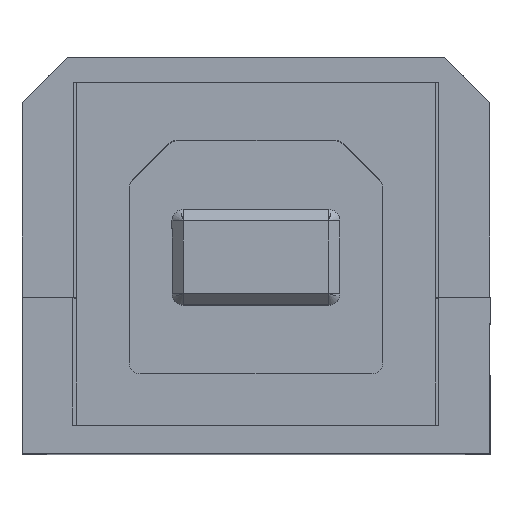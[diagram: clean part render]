
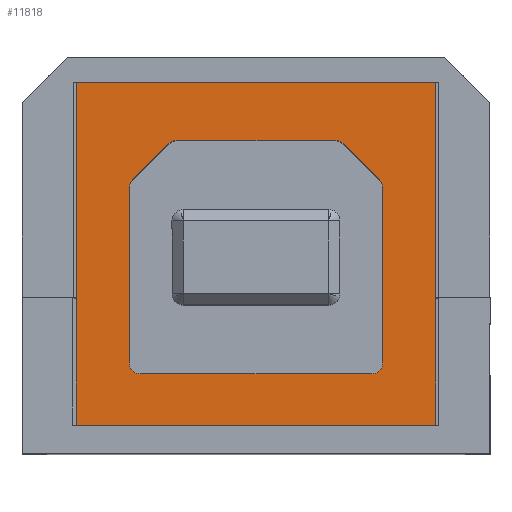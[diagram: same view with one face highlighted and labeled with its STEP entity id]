
A CAD part, top view. The second image highlights one B-rep face of the part: STEP entity #11818.
In plain terms, the highlighted planar face has unit normal (0, 0, 1).
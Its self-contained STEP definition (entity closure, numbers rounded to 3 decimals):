
#3922 = CARTESIAN_POINT ( 'NONE',  ( 2.643, 3.825, 16. ) ) ;
#3923 = CARTESIAN_POINT ( 'NONE',  ( 4.225, -3.575, 16. ) ) ;
#3926 = LINE ( 'NONE', #3934, #4056 ) ;
#3927 = DIRECTION ( 'NONE',  ( 0., 0., -1. ) ) ;
#3934 = CARTESIAN_POINT ( 'NONE',  ( -4.225, 3.825, 16. ) ) ;
#4000 = CARTESIAN_POINT ( 'NONE',  ( 2.911, 3.714, 16. ) ) ;
#4002 = VECTOR ( 'NONE', #4018, 1000. ) ;
#4003 = CARTESIAN_POINT ( 'NONE',  ( 2.643, 3.445, 16. ) ) ;
#4004 = CARTESIAN_POINT ( 'NONE',  ( 6., 5.765, 16. ) ) ;
#4005 = CARTESIAN_POINT ( 'NONE',  ( 6., -5.665, 16. ) ) ;
#4010 = DIRECTION ( 'NONE',  ( 0., 1., 0. ) ) ;
#4011 = VECTOR ( 'NONE', #4010, 1000. ) ;
#4017 = LINE ( 'NONE', #4020, #4011 ) ;
#4018 = DIRECTION ( 'NONE',  ( 1., 0., 0. ) ) ;
#4019 = CARTESIAN_POINT ( 'NONE',  ( -6., 5.765, 16. ) ) ;
#4020 = CARTESIAN_POINT ( 'NONE',  ( 4.225, 3.825, 16. ) ) ;
#4024 = DIRECTION ( 'NONE',  ( 1., 0., 0. ) ) ;
#4025 = VECTOR ( 'NONE', #4024, 1000. ) ;
#4026 = CARTESIAN_POINT ( 'NONE',  ( -6., -5.665, 16. ) ) ;
#4027 = LINE ( 'NONE', #4026, #4025 ) ;
#4028 = DIRECTION ( 'NONE',  ( 0., -1., 0. ) ) ;
#4029 = VECTOR ( 'NONE', #4028, 1000. ) ;
#4030 = DIRECTION ( 'NONE',  ( -1., 0., 0. ) ) ;
#4031 = DIRECTION ( 'NONE',  ( 0., 0., -1. ) ) ;
#4032 = CARTESIAN_POINT ( 'NONE',  ( 3.845, -3.575, 16. ) ) ;
#4033 = AXIS2_PLACEMENT_3D ( 'NONE', #4032, #4031, #4030 ) ;
#4034 = CIRCLE ( 'NONE', #4033, 0.38 ) ;
#4035 = DIRECTION ( 'NONE',  ( -1., 0., 0. ) ) ;
#4038 = AXIS2_PLACEMENT_3D ( 'NONE', #4003, #3927, #4035 ) ;
#4039 = CARTESIAN_POINT ( 'NONE',  ( 6., 5.765, 16. ) ) ;
#4040 = LINE ( 'NONE', #4039, #4029 ) ;
#4041 = CIRCLE ( 'NONE', #4038, 0.38 ) ;
#4054 = LINE ( 'NONE', #4019, #4002 ) ;
#4055 = DIRECTION ( 'NONE',  ( -1., 0., 0. ) ) ;
#4056 = VECTOR ( 'NONE', #4055, 1000. ) ;
#4086 = DIRECTION ( 'NONE',  ( -1., 0., 0. ) ) ;
#4087 = DIRECTION ( 'NONE',  ( 0., 0., -1. ) ) ;
#4088 = CARTESIAN_POINT ( 'NONE',  ( -6., 5.765, 16. ) ) ;
#4090 = CARTESIAN_POINT ( 'NONE',  ( -4.225, -3.575, 16. ) ) ;
#4097 = CARTESIAN_POINT ( 'NONE',  ( -2.643, 3.825, 16. ) ) ;
#4098 = VECTOR ( 'NONE', #4179, 1000. ) ;
#4099 = CIRCLE ( 'NONE', #4123, 0.38 ) ;
#4103 = DIRECTION ( 'NONE',  ( -1., 0., 0. ) ) ;
#4104 = DIRECTION ( 'NONE',  ( 0., 0., -1. ) ) ;
#4105 = AXIS2_PLACEMENT_3D ( 'NONE', #4114, #4104, #4103 ) ;
#4106 = CARTESIAN_POINT ( 'NONE',  ( -2.643, 3.445, 16. ) ) ;
#4107 = VECTOR ( 'NONE', #4125, 1000. ) ;
#4108 = CARTESIAN_POINT ( 'NONE',  ( -2.57, 9.195, 16. ) ) ;
#4109 = LINE ( 'NONE', #4108, #4107 ) ;
#4110 = CIRCLE ( 'NONE', #4113, 0.38 ) ;
#4111 = CARTESIAN_POINT ( 'NONE',  ( -4.225, 2.243, 16. ) ) ;
#4112 = CARTESIAN_POINT ( 'NONE',  ( 4.225, 2.243, 16. ) ) ;
#4113 = AXIS2_PLACEMENT_3D ( 'NONE', #4120, #4119, #4118 ) ;
#4114 = CARTESIAN_POINT ( 'NONE',  ( -3.845, -3.575, 16. ) ) ;
#4115 = LINE ( 'NONE', #4122, #4098 ) ;
#4117 = CARTESIAN_POINT ( 'NONE',  ( 4.114, 2.511, 16. ) ) ;
#4118 = DIRECTION ( 'NONE',  ( -1., 0., 0. ) ) ;
#4119 = DIRECTION ( 'NONE',  ( 0., 0., -1. ) ) ;
#4120 = CARTESIAN_POINT ( 'NONE',  ( 3.845, 2.243, 16. ) ) ;
#4122 = CARTESIAN_POINT ( 'NONE',  ( -4.225, -3.955, 16. ) ) ;
#4123 = AXIS2_PLACEMENT_3D ( 'NONE', #4106, #4171, #4170 ) ;
#4124 = CIRCLE ( 'NONE', #4105, 0.38 ) ;
#4125 = DIRECTION ( 'NONE',  ( 0.707, -0.707, 0. ) ) ;
#4157 = FACE_BOUND ( 'NONE', #11853, .T. ) ;
#4161 = CARTESIAN_POINT ( 'NONE',  ( 3.845, -3.955, 16. ) ) ;
#4162 = DIRECTION ( 'NONE',  ( 0.707, 0.707, 0. ) ) ;
#4163 = VECTOR ( 'NONE', #4162, 1000. ) ;
#4164 = CARTESIAN_POINT ( 'NONE',  ( -3.43, 3.195, 16. ) ) ;
#4165 = FACE_OUTER_BOUND ( 'NONE', #11800, .T. ) ;
#4166 = AXIS2_PLACEMENT_3D ( 'NONE', #4088, #4087, #4086 ) ;
#4167 = CARTESIAN_POINT ( 'NONE',  ( -4.114, 2.511, 16. ) ) ;
#4168 = PLANE ( 'NONE',  #4166 ) ;
#4170 = DIRECTION ( 'NONE',  ( -1., 0., 0. ) ) ;
#4171 = DIRECTION ( 'NONE',  ( 0., 0., -1. ) ) ;
#4172 = LINE ( 'NONE', #4164, #4163 ) ;
#4173 = CARTESIAN_POINT ( 'NONE',  ( -2.911, 3.714, 16. ) ) ;
#4174 = CARTESIAN_POINT ( 'NONE',  ( -3.845, -3.955, 16. ) ) ;
#4175 = DIRECTION ( 'NONE',  ( 0., -1., 0. ) ) ;
#4176 = VECTOR ( 'NONE', #4175, 1000. ) ;
#4177 = CARTESIAN_POINT ( 'NONE',  ( -4.225, 3.825, 16. ) ) ;
#4178 = LINE ( 'NONE', #4177, #4176 ) ;
#4179 = DIRECTION ( 'NONE',  ( 1., 0., 0. ) ) ;
#4225 = CARTESIAN_POINT ( 'NONE',  ( -6., -5.665, 16. ) ) ;
#4280 = DIRECTION ( 'NONE',  ( -1., 0., 0. ) ) ;
#4281 = DIRECTION ( 'NONE',  ( 0., 0., -1. ) ) ;
#4282 = CARTESIAN_POINT ( 'NONE',  ( -3.845, 2.243, 16. ) ) ;
#4283 = AXIS2_PLACEMENT_3D ( 'NONE', #4282, #4281, #4280 ) ;
#4293 = CIRCLE ( 'NONE', #4283, 0.38 ) ;
#4357 = CARTESIAN_POINT ( 'NONE',  ( -6., 5.765, 16. ) ) ;
#5326 = DIRECTION ( 'NONE',  ( 0., -1., 0. ) ) ;
#5327 = VECTOR ( 'NONE', #5326, 1000. ) ;
#5328 = CARTESIAN_POINT ( 'NONE',  ( -6., 5.765, 16. ) ) ;
#5329 = LINE ( 'NONE', #5328, #5327 ) ;
#11765 = VERTEX_POINT ( 'NONE', #3923 ) ;
#11766 = VERTEX_POINT ( 'NONE', #3922 ) ;
#11767 = EDGE_CURVE ( 'NONE', #11766, #11807, #3926, .T. ) ;
#11770 = EDGE_CURVE ( 'NONE', #11765, #11797, #4017, .T. ) ;
#11772 = ORIENTED_EDGE ( 'NONE', *, *, #11801, .T. ) ;
#11773 = ORIENTED_EDGE ( 'NONE', *, *, #11770, .F. ) ;
#11774 = EDGE_CURVE ( 'NONE', #11923, #11775, #4054, .T. ) ;
#11775 = VERTEX_POINT ( 'NONE', #4004 ) ;
#11778 = VERTEX_POINT ( 'NONE', #4005 ) ;
#11783 = EDGE_CURVE ( 'NONE', #11766, #11790, #4041, .T. ) ;
#11785 = ORIENTED_EDGE ( 'NONE', *, *, #11786, .T. ) ;
#11786 = EDGE_CURVE ( 'NONE', #11765, #11817, #4034, .T. ) ;
#11787 = EDGE_CURVE ( 'NONE', #11775, #11778, #4040, .T. ) ;
#11788 = ORIENTED_EDGE ( 'NONE', *, *, #11787, .F. ) ;
#11789 = ORIENTED_EDGE ( 'NONE', *, *, #11792, .T. ) ;
#11790 = VERTEX_POINT ( 'NONE', #4000 ) ;
#11792 = EDGE_CURVE ( 'NONE', #11876, #11778, #4027, .T. ) ;
#11793 = VERTEX_POINT ( 'NONE', #4117 ) ;
#11794 = ORIENTED_EDGE ( 'NONE', *, *, #11920, .T. ) ;
#11795 = ORIENTED_EDGE ( 'NONE', *, *, #11798, .T. ) ;
#11796 = ORIENTED_EDGE ( 'NONE', *, *, #11774, .F. ) ;
#11797 = VERTEX_POINT ( 'NONE', #4112 ) ;
#11798 = EDGE_CURVE ( 'NONE', #11790, #11793, #4109, .T. ) ;
#11799 = ORIENTED_EDGE ( 'NONE', *, *, #11783, .T. ) ;
#11800 = EDGE_LOOP ( 'NONE', ( #11789, #11788, #11796, #11794 ) ) ;
#11801 = EDGE_CURVE ( 'NONE', #11793, #11797, #4110, .T. ) ;
#11802 = EDGE_CURVE ( 'NONE', #11809, #11822, #4124, .T. ) ;
#11804 = EDGE_CURVE ( 'NONE', #11809, #11817, #4115, .T. ) ;
#11805 = EDGE_CURVE ( 'NONE', #11821, #11822, #4178, .T. ) ;
#11806 = EDGE_CURVE ( 'NONE', #11816, #11807, #4099, .T. ) ;
#11807 = VERTEX_POINT ( 'NONE', #4097 ) ;
#11808 = ORIENTED_EDGE ( 'NONE', *, *, #11813, .T. ) ;
#11809 = VERTEX_POINT ( 'NONE', #4174 ) ;
#11811 = ORIENTED_EDGE ( 'NONE', *, *, #11854, .T. ) ;
#11813 = EDGE_CURVE ( 'NONE', #11814, #11816, #4172, .T. ) ;
#11814 = VERTEX_POINT ( 'NONE', #4167 ) ;
#11815 = ORIENTED_EDGE ( 'NONE', *, *, #11805, .F. ) ;
#11816 = VERTEX_POINT ( 'NONE', #4173 ) ;
#11817 = VERTEX_POINT ( 'NONE', #4161 ) ;
#11818 = ADVANCED_FACE ( 'NONE', ( #4157, #4165 ), #4168, .F. ) ;
#11819 = ORIENTED_EDGE ( 'NONE', *, *, #11802, .T. ) ;
#11820 = ORIENTED_EDGE ( 'NONE', *, *, #11804, .F. ) ;
#11821 = VERTEX_POINT ( 'NONE', #4111 ) ;
#11822 = VERTEX_POINT ( 'NONE', #4090 ) ;
#11853 = EDGE_LOOP ( 'NONE', ( #11820, #11819, #11815, #11811, #11808, #11856, #11868, #11799, #11795, #11772, #11773, #11785 ) ) ;
#11854 = EDGE_CURVE ( 'NONE', #11821, #11814, #4293, .T. ) ;
#11856 = ORIENTED_EDGE ( 'NONE', *, *, #11806, .T. ) ;
#11868 = ORIENTED_EDGE ( 'NONE', *, *, #11767, .F. ) ;
#11876 = VERTEX_POINT ( 'NONE', #4225 ) ;
#11920 = EDGE_CURVE ( 'NONE', #11923, #11876, #5329, .T. ) ;
#11923 = VERTEX_POINT ( 'NONE', #4357 ) ;
